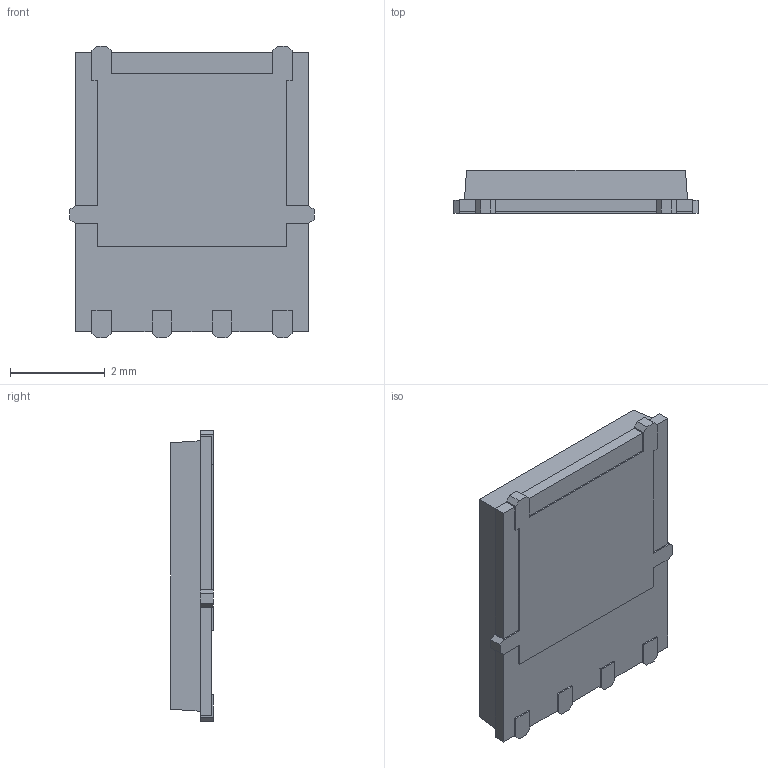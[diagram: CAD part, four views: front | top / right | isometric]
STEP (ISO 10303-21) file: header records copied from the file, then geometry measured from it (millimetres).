
FILE_DESCRIPTION (( 'STEP AP214' ), '1' );
FILE_NAME ('NTMFWS1D5N08XT1G.STEP', '2024-09-10T17:58:02', ( '' ), ( '' ), 'SwSTEP 2.0', 'SolidWorks 2022', '' );
FILE_SCHEMA (( 'AUTOMOTIVE_DESIGN' ));
Length unit declared in the file: millimetre
Products named in the file (1): NTMFWS1D5N08XT1G
Bounding box: 5.15 x 0.9 x 6.15 mm (x, y, z)
Volume: 24.1 mm3; surface area: 142 mm2
Topology: 10 solids, 10 shells, 116 faces, 288 edges, 192 vertices
Faces by surface type: plane 116
Entity records: 3487 total; most frequent: CARTESIAN_POINT 597, ORIENTED_EDGE 576, DIRECTION 522, EDGE_CURVE 288, VECTOR 288, LINE 288, VERTEX_POINT 192, AXIS2_PLACEMENT_3D 117
